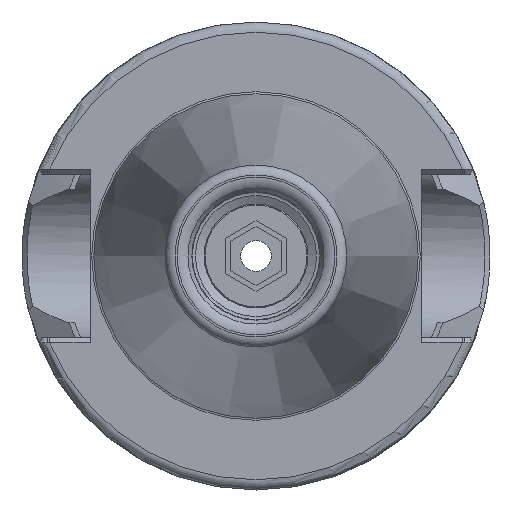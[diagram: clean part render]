
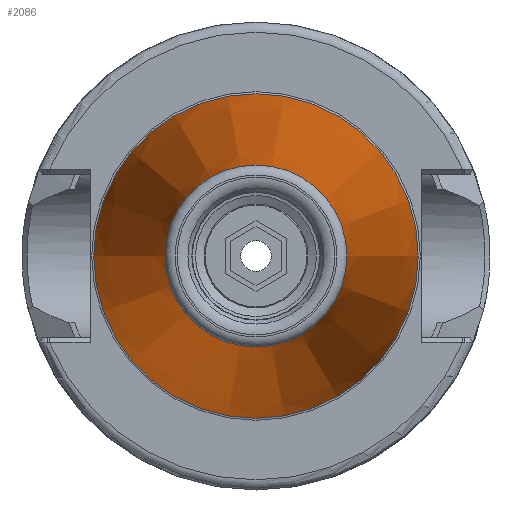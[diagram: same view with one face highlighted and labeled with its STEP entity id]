
A CAD part, left-side view. The second image highlights one B-rep face of the part: STEP entity #2086.
In plain terms, the highlighted conical face has half-angle 8.297 degrees and reference radius 12.445 mm.
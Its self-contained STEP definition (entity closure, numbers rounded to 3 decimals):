
#139=CIRCLE('',#2272,8.941);
#140=CIRCLE('',#2273,8.941);
#141=CIRCLE('',#2274,8.941);
#143=CIRCLE('',#2277,15.948);
#144=CIRCLE('',#2278,15.948);
#252=CONICAL_SURFACE('',#2276,12.445,0.145);
#360=FACE_OUTER_BOUND('',#473,.T.);
#473=EDGE_LOOP('',(#1652,#1653,#1654,#1655,#1656,#1657,#1658));
#599=LINE('',#4025,#711);
#711=VECTOR('',#2724,12.445);
#890=VERTEX_POINT('',#4013);
#891=VERTEX_POINT('',#4014);
#892=VERTEX_POINT('',#4016);
#893=VERTEX_POINT('',#4021);
#894=VERTEX_POINT('',#4022);
#1172=EDGE_CURVE('',#890,#891,#139,.T.);
#1173=EDGE_CURVE('',#892,#890,#140,.T.);
#1174=EDGE_CURVE('',#891,#892,#141,.T.);
#1176=EDGE_CURVE('',#893,#894,#143,.T.);
#1177=EDGE_CURVE('',#894,#893,#144,.T.);
#1178=EDGE_CURVE('',#894,#892,#599,.T.);
#1652=ORIENTED_EDGE('',*,*,#1176,.F.);
#1653=ORIENTED_EDGE('',*,*,#1177,.F.);
#1654=ORIENTED_EDGE('',*,*,#1178,.T.);
#1655=ORIENTED_EDGE('',*,*,#1173,.T.);
#1656=ORIENTED_EDGE('',*,*,#1172,.T.);
#1657=ORIENTED_EDGE('',*,*,#1174,.T.);
#1658=ORIENTED_EDGE('',*,*,#1178,.F.);
#2086=ADVANCED_FACE('',(#360),#252,.T.);
#2272=AXIS2_PLACEMENT_3D('',#4015,#2710,#2711);
#2273=AXIS2_PLACEMENT_3D('',#4017,#2712,#2713);
#2274=AXIS2_PLACEMENT_3D('',#4018,#2714,#2715);
#2276=AXIS2_PLACEMENT_3D('',#4020,#2718,#2719);
#2277=AXIS2_PLACEMENT_3D('',#4023,#2720,#2721);
#2278=AXIS2_PLACEMENT_3D('',#4024,#2722,#2723);
#2710=DIRECTION('center_axis',(1.,0.,0.));
#2711=DIRECTION('ref_axis',(0.,0.,-1.));
#2712=DIRECTION('center_axis',(1.,0.,0.));
#2713=DIRECTION('ref_axis',(0.,0.,-1.));
#2714=DIRECTION('center_axis',(1.,0.,0.));
#2715=DIRECTION('ref_axis',(0.,0.,-1.));
#2718=DIRECTION('center_axis',(1.,0.,0.));
#2719=DIRECTION('ref_axis',(0.,1.,0.));
#2720=DIRECTION('center_axis',(1.,0.,0.));
#2721=DIRECTION('ref_axis',(0.,0.,-1.));
#2722=DIRECTION('center_axis',(1.,0.,0.));
#2723=DIRECTION('ref_axis',(0.,0.,-1.));
#2724=DIRECTION('',(-0.99,0.144,0.));
#4013=CARTESIAN_POINT('',(-47.944,8.941,0.));
#4014=CARTESIAN_POINT('',(-47.944,0.,8.941));
#4015=CARTESIAN_POINT('Origin',(-47.944,0.,
0.));
#4016=CARTESIAN_POINT('',(-47.944,-8.941,0.));
#4017=CARTESIAN_POINT('Origin',(-47.944,0.,
0.));
#4018=CARTESIAN_POINT('Origin',(-47.944,0.,
0.));
#4020=CARTESIAN_POINT('Origin',(-23.922,0.,
0.));
#4021=CARTESIAN_POINT('',(0.1,15.948,0.));
#4022=CARTESIAN_POINT('',(0.1,-15.948,0.));
#4023=CARTESIAN_POINT('Origin',(0.1,0.,
0.));
#4024=CARTESIAN_POINT('Origin',(0.1,0.,
0.));
#4025=CARTESIAN_POINT('',(-23.922,-12.445,0.));
